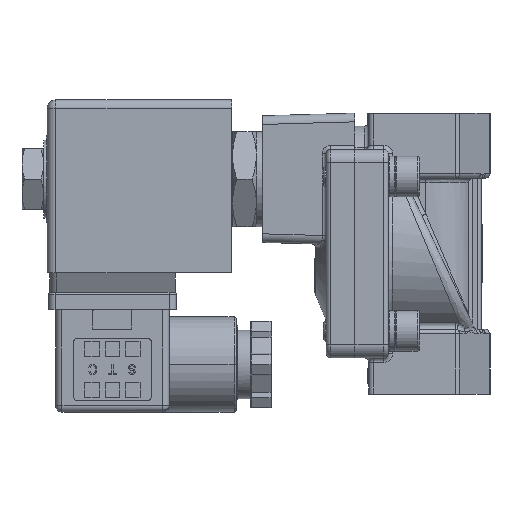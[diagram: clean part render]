
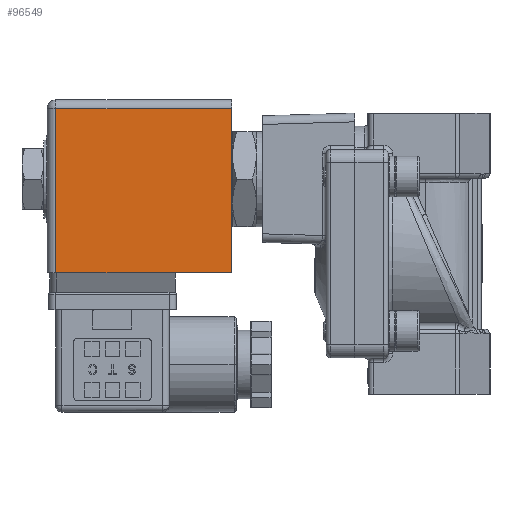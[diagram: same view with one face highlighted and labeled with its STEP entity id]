
A CAD part, left-side view. The second image highlights one B-rep face of the part: STEP entity #96549.
In plain terms, the highlighted planar face has unit normal (-1, 0, 0).
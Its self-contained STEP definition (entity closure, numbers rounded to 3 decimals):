
#1242 = VERTEX_POINT ( 'NONE', #120942 ) ;
#3102 = DIRECTION ( 'NONE',  ( 0., 0., 1. ) ) ;
#4125 = DIRECTION ( 'NONE',  ( 0., -1., 0. ) ) ;
#6062 = VECTOR ( 'NONE', #131682, 1000. ) ;
#9278 = LINE ( 'NONE', #110962, #6062 ) ;
#9837 = VECTOR ( 'NONE', #4125, 1000. ) ;
#14871 = AXIS2_PLACEMENT_3D ( 'NONE', #126585, #64818, #3102 ) ;
#22257 = EDGE_CURVE ( 'NONE', #26481, #132485, #9278, .T. ) ;
#24156 = ORIENTED_EDGE ( 'NONE', *, *, #124827, .T. ) ;
#26481 = VERTEX_POINT ( 'NONE', #49513 ) ;
#38363 = LINE ( 'NONE', #56280, #117429 ) ;
#41411 = CARTESIAN_POINT ( 'NONE',  ( -17.925, 59.9, 33.57 ) ) ;
#43033 = EDGE_CURVE ( 'NONE', #125871, #1242, #38363, .T. ) ;
#44375 = ORIENTED_EDGE ( 'NONE', *, *, #107890, .T. ) ;
#49513 = CARTESIAN_POINT ( 'NONE',  ( -17.925, 100.6, 33.57 ) ) ;
#50505 = VECTOR ( 'NONE', #60858, 1000. ) ;
#51762 = FACE_OUTER_BOUND ( 'NONE', #54899, .T. ) ;
#54899 = EDGE_LOOP ( 'NONE', ( #24156, #100017, #44375, #85182 ) ) ;
#56280 = CARTESIAN_POINT ( 'NONE',  ( -17.925, 59.9, -4.43 ) ) ;
#60858 = DIRECTION ( 'NONE',  ( 0., 1., 0. ) ) ;
#64818 = DIRECTION ( 'NONE',  ( -1., 0., 0. ) ) ;
#66737 = CARTESIAN_POINT ( 'NONE',  ( -17.925, 59.9, -4.43 ) ) ;
#76636 = CARTESIAN_POINT ( 'NONE',  ( -17.925, 100.6, -4.43 ) ) ;
#78626 = CARTESIAN_POINT ( 'NONE',  ( -17.925, 59.9, -4.43 ) ) ;
#85182 = ORIENTED_EDGE ( 'NONE', *, *, #22257, .T. ) ;
#88830 = LINE ( 'NONE', #66737, #9837 ) ;
#96549 = ADVANCED_FACE ( 'NONE', ( #51762 ), #126142, .T. ) ;
#100017 = ORIENTED_EDGE ( 'NONE', *, *, #43033, .T. ) ;
#102075 = LINE ( 'NONE', #41411, #50505 ) ;
#107890 = EDGE_CURVE ( 'NONE', #1242, #26481, #102075, .T. ) ;
#110962 = CARTESIAN_POINT ( 'NONE',  ( -17.925, 100.6, -4.43 ) ) ;
#117429 = VECTOR ( 'NONE', #128407, 1000. ) ;
#120942 = CARTESIAN_POINT ( 'NONE',  ( -17.925, 59.9, 33.57 ) ) ;
#124827 = EDGE_CURVE ( 'NONE', #132485, #125871, #88830, .T. ) ;
#125871 = VERTEX_POINT ( 'NONE', #78626 ) ;
#126142 = PLANE ( 'NONE',  #14871 ) ;
#126585 = CARTESIAN_POINT ( 'NONE',  ( -17.925, 59.9, -4.43 ) ) ;
#128407 = DIRECTION ( 'NONE',  ( 0., 0., 1. ) ) ;
#131682 = DIRECTION ( 'NONE',  ( 0., 0., -1. ) ) ;
#132485 = VERTEX_POINT ( 'NONE', #76636 ) ;
